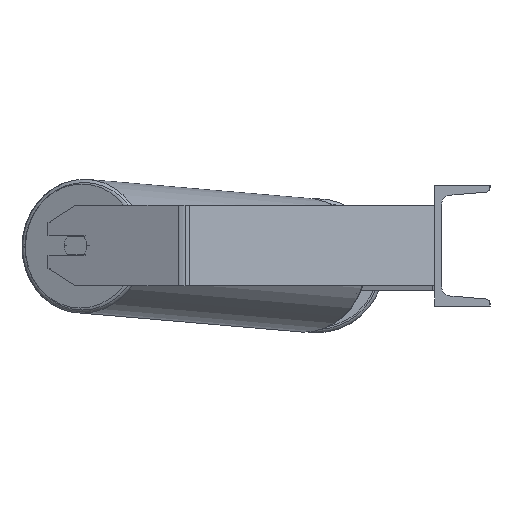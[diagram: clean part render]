
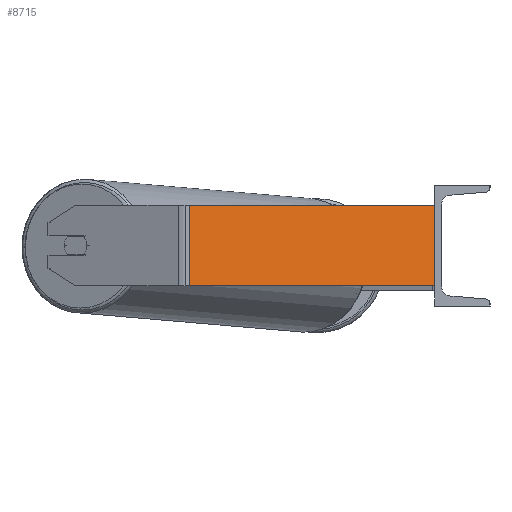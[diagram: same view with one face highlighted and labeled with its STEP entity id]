
A CAD part, left-side view. The second image highlights one B-rep face of the part: STEP entity #8715.
In plain terms, the highlighted planar face has unit normal (-0.966, -0.259, 0).
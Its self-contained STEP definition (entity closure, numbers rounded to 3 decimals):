
#275 = DIRECTION ( 'NONE',  ( -0.259, 0.966, 0. ) ) ;
#1118 = DIRECTION ( 'NONE',  ( 0.259, -0.966, 0. ) ) ;
#1210 = ORIENTED_EDGE ( 'NONE', *, *, #6727, .F. ) ;
#1518 = CARTESIAN_POINT ( 'NONE',  ( -851.692, 248.897, 40. ) ) ;
#1700 = LINE ( 'NONE', #8078, #8094 ) ;
#1753 = DIRECTION ( 'NONE',  ( 0.259, -0.966, 0. ) ) ;
#2128 = CARTESIAN_POINT ( 'NONE',  ( -850.185, 243.272, 40. ) ) ;
#2236 = AXIS2_PLACEMENT_3D ( 'NONE', #1518, #7948, #275 ) ;
#2356 = VERTEX_POINT ( 'NONE', #4762 ) ;
#3567 = ORIENTED_EDGE ( 'NONE', *, *, #5742, .F. ) ;
#3818 = VECTOR ( 'NONE', #7004, 1000. ) ;
#4179 = CARTESIAN_POINT ( 'NONE',  ( -785., 0., -40. ) ) ;
#4219 = LINE ( 'NONE', #9107, #3818 ) ;
#4241 = VERTEX_POINT ( 'NONE', #7119 ) ;
#4333 = CARTESIAN_POINT ( 'NONE',  ( -850.185, 243.272, 40. ) ) ;
#4696 = EDGE_CURVE ( 'NONE', #5558, #2356, #4942, .T. ) ;
#4762 = CARTESIAN_POINT ( 'NONE',  ( -850.185, 243.272, -40. ) ) ;
#4942 = LINE ( 'NONE', #4333, #7010 ) ;
#5127 = PLANE ( 'NONE',  #2236 ) ;
#5523 = EDGE_LOOP ( 'NONE', ( #8529, #3567, #1210, #8724 ) ) ;
#5558 = VERTEX_POINT ( 'NONE', #2128 ) ;
#5742 = EDGE_CURVE ( 'NONE', #4241, #7736, #4219, .T. ) ;
#6727 = EDGE_CURVE ( 'NONE', #5558, #4241, #7496, .T. ) ;
#7004 = DIRECTION ( 'NONE',  ( 0., 0., -1. ) ) ;
#7010 = VECTOR ( 'NONE', #7748, 1000. ) ;
#7119 = CARTESIAN_POINT ( 'NONE',  ( -785., 0., 40. ) ) ;
#7493 = VECTOR ( 'NONE', #1118, 1000. ) ;
#7496 = LINE ( 'NONE', #8236, #7493 ) ;
#7736 = VERTEX_POINT ( 'NONE', #4179 ) ;
#7748 = DIRECTION ( 'NONE',  ( 0., 0., -1. ) ) ;
#7855 = EDGE_CURVE ( 'NONE', #2356, #7736, #1700, .T. ) ;
#7948 = DIRECTION ( 'NONE',  ( 0.966, 0.259, 0. ) ) ;
#8078 = CARTESIAN_POINT ( 'NONE',  ( -851.692, 248.897, -40. ) ) ;
#8094 = VECTOR ( 'NONE', #1753, 1000. ) ;
#8236 = CARTESIAN_POINT ( 'NONE',  ( -851.692, 248.897, 40. ) ) ;
#8529 = ORIENTED_EDGE ( 'NONE', *, *, #7855, .T. ) ;
#8646 = FACE_OUTER_BOUND ( 'NONE', #5523, .T. ) ;
#8715 = ADVANCED_FACE ( 'NONE', ( #8646 ), #5127, .F. ) ;
#8724 = ORIENTED_EDGE ( 'NONE', *, *, #4696, .T. ) ;
#9107 = CARTESIAN_POINT ( 'NONE',  ( -785., 0., 40. ) ) ;
